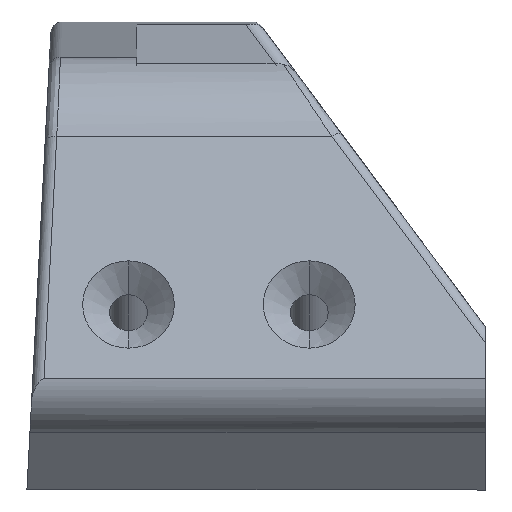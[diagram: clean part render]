
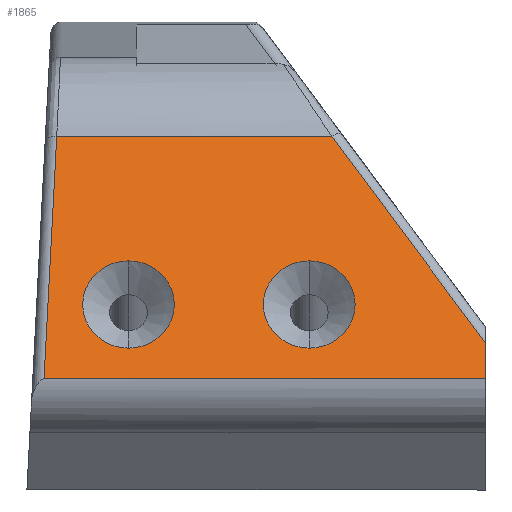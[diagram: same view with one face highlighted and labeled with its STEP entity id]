
A CAD part, left-side view. The second image highlights one B-rep face of the part: STEP entity #1865.
In plain terms, the highlighted planar face has unit normal (-0.952, 0, 0.307).
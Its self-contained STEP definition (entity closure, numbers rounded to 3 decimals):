
#17 = DIRECTION ( 'NONE',  ( 0.307, 0., 0.952 ) ) ;
#43 = CARTESIAN_POINT ( 'NONE',  ( -55., 18.468, 10.436 ) ) ;
#48 = AXIS2_PLACEMENT_3D ( 'NONE', #876, #244, #1509 ) ;
#80 = PLANE ( 'NONE',  #48 ) ;
#97 = VERTEX_POINT ( 'NONE', #1719 ) ;
#118 = CARTESIAN_POINT ( 'NONE',  ( -48.191, 17.361, 31.564 ) ) ;
#166 = CARTESIAN_POINT ( 'NONE',  ( -55., -20., 10.436 ) ) ;
#200 = ORIENTED_EDGE ( 'NONE', *, *, #1064, .F. ) ;
#224 = CARTESIAN_POINT ( 'NONE',  ( -55., -20., 10.436 ) ) ;
#244 = DIRECTION ( 'NONE',  ( 0.952, 0., -0.307 ) ) ;
#373 = DIRECTION ( 'NONE',  ( -0.307, 0., -0.952 ) ) ;
#417 = ORIENTED_EDGE ( 'NONE', *, *, #1941, .F. ) ;
#420 = CARTESIAN_POINT ( 'NONE',  ( -52.911, 11.099, 16.919 ) ) ;
#435 = CARTESIAN_POINT ( 'NONE',  ( -52.911, -4.665, 16.919 ) ) ;
#456 = CARTESIAN_POINT ( 'NONE',  ( -51.684, 11.099, 20.726 ) ) ;
#531 = VERTEX_POINT ( 'NONE', #2551 ) ;
#592 = DIRECTION ( 'NONE',  ( -0.952, 0., 0.307 ) ) ;
#645 = EDGE_CURVE ( 'NONE', #2013, #1171, #2167, .T. ) ;
#651 = AXIS2_PLACEMENT_3D ( 'NONE', #420, #1569, #17 ) ;
#681 = DIRECTION ( 'NONE',  ( 0.307, 0., 0.952 ) ) ;
#782 = ORIENTED_EDGE ( 'NONE', *, *, #2425, .F. ) ;
#794 = EDGE_LOOP ( 'NONE', ( #200, #417 ) ) ;
#813 = CARTESIAN_POINT ( 'NONE',  ( -52.911, -4.665, 16.919 ) ) ;
#829 = DIRECTION ( 'NONE',  ( 0.307, 0., 0.952 ) ) ;
#841 = EDGE_CURVE ( 'NONE', #2582, #97, #888, .T. ) ;
#849 = FACE_BOUND ( 'NONE', #794, .T. ) ;
#863 = DIRECTION ( 'NONE',  ( 0.25, 0.578, 0.777 ) ) ;
#876 = CARTESIAN_POINT ( 'NONE',  ( -55., -20., 10.436 ) ) ;
#888 = LINE ( 'NONE', #1285, #1576 ) ;
#909 = VERTEX_POINT ( 'NONE', #456 ) ;
#923 = VECTOR ( 'NONE', #373, 1000. ) ;
#1000 = CIRCLE ( 'NONE', #2018, 4. ) ;
#1010 = EDGE_LOOP ( 'NONE', ( #1264, #1742, #1097, #1995, #1790 ) ) ;
#1019 = LINE ( 'NONE', #224, #2005 ) ;
#1064 = EDGE_CURVE ( 'NONE', #909, #531, #2047, .T. ) ;
#1079 = CARTESIAN_POINT ( 'NONE',  ( -52.911, 11.099, 16.919 ) ) ;
#1090 = DIRECTION ( 'NONE',  ( -0.952, 0., 0.307 ) ) ;
#1097 = ORIENTED_EDGE ( 'NONE', *, *, #2565, .T. ) ;
#1171 = VERTEX_POINT ( 'NONE', #43 ) ;
#1172 = CARTESIAN_POINT ( 'NONE',  ( -54.413, 18.372, 12.258 ) ) ;
#1201 = VECTOR ( 'NONE', #1985, 1000. ) ;
#1216 = DIRECTION ( 'NONE',  ( 0., 1., 0. ) ) ;
#1234 = DIRECTION ( 'NONE',  ( 0.307, 0., 0.952 ) ) ;
#1264 = ORIENTED_EDGE ( 'NONE', *, *, #2558, .T. ) ;
#1269 = FACE_OUTER_BOUND ( 'NONE', #1010, .T. ) ;
#1282 = CIRCLE ( 'NONE', #2048, 4. ) ;
#1285 = CARTESIAN_POINT ( 'NONE',  ( -54.656, -21.584, 11.505 ) ) ;
#1286 = FACE_BOUND ( 'NONE', #1862, .T. ) ;
#1324 = VECTOR ( 'NONE', #1216, 1000. ) ;
#1400 = EDGE_CURVE ( 'NONE', #1589, #1713, #1000, .T. ) ;
#1509 = DIRECTION ( 'NONE',  ( -0.307, 0., -0.952 ) ) ;
#1565 = ORIENTED_EDGE ( 'NONE', *, *, #1400, .F. ) ;
#1566 = LINE ( 'NONE', #2185, #923 ) ;
#1569 = DIRECTION ( 'NONE',  ( -0.952, 0., 0.307 ) ) ;
#1576 = VECTOR ( 'NONE', #863, 1000. ) ;
#1589 = VERTEX_POINT ( 'NONE', #1894 ) ;
#1713 = VERTEX_POINT ( 'NONE', #2180 ) ;
#1719 = CARTESIAN_POINT ( 'NONE',  ( -48.191, -6.646, 31.564 ) ) ;
#1742 = ORIENTED_EDGE ( 'NONE', *, *, #645, .T. ) ;
#1790 = ORIENTED_EDGE ( 'NONE', *, *, #841, .T. ) ;
#1862 = EDGE_LOOP ( 'NONE', ( #782, #1565 ) ) ;
#1865 = ADVANCED_FACE ( 'NONE', ( #849, #1269, #1286 ), #80, .F. ) ;
#1894 = CARTESIAN_POINT ( 'NONE',  ( -54.138, -4.665, 13.112 ) ) ;
#1941 = EDGE_CURVE ( 'NONE', #531, #909, #2150, .T. ) ;
#1985 = DIRECTION ( 'NONE',  ( -0.306, 0.05, -0.951 ) ) ;
#1995 = ORIENTED_EDGE ( 'NONE', *, *, #2265, .F. ) ;
#2005 = VECTOR ( 'NONE', #2446, 1000. ) ;
#2013 = VERTEX_POINT ( 'NONE', #118 ) ;
#2018 = AXIS2_PLACEMENT_3D ( 'NONE', #435, #592, #1234 ) ;
#2020 = VERTEX_POINT ( 'NONE', #166 ) ;
#2035 = LINE ( 'NONE', #2227, #1324 ) ;
#2047 = CIRCLE ( 'NONE', #651, 4. ) ;
#2048 = AXIS2_PLACEMENT_3D ( 'NONE', #813, #2414, #829 ) ;
#2150 = CIRCLE ( 'NONE', #2314, 4. ) ;
#2167 = LINE ( 'NONE', #1172, #1201 ) ;
#2180 = CARTESIAN_POINT ( 'NONE',  ( -51.684, -4.665, 20.726 ) ) ;
#2185 = CARTESIAN_POINT ( 'NONE',  ( -55., -20., 10.436 ) ) ;
#2227 = CARTESIAN_POINT ( 'NONE',  ( -48.191, -20., 31.564 ) ) ;
#2265 = EDGE_CURVE ( 'NONE', #2582, #2020, #1566, .T. ) ;
#2314 = AXIS2_PLACEMENT_3D ( 'NONE', #1079, #1090, #681 ) ;
#2414 = DIRECTION ( 'NONE',  ( -0.952, 0., 0.307 ) ) ;
#2425 = EDGE_CURVE ( 'NONE', #1713, #1589, #1282, .T. ) ;
#2446 = DIRECTION ( 'NONE',  ( 0., -1., 0. ) ) ;
#2501 = CARTESIAN_POINT ( 'NONE',  ( -53.97, -20., 13.632 ) ) ;
#2551 = CARTESIAN_POINT ( 'NONE',  ( -54.138, 11.099, 13.112 ) ) ;
#2558 = EDGE_CURVE ( 'NONE', #97, #2013, #2035, .T. ) ;
#2565 = EDGE_CURVE ( 'NONE', #1171, #2020, #1019, .T. ) ;
#2582 = VERTEX_POINT ( 'NONE', #2501 ) ;
